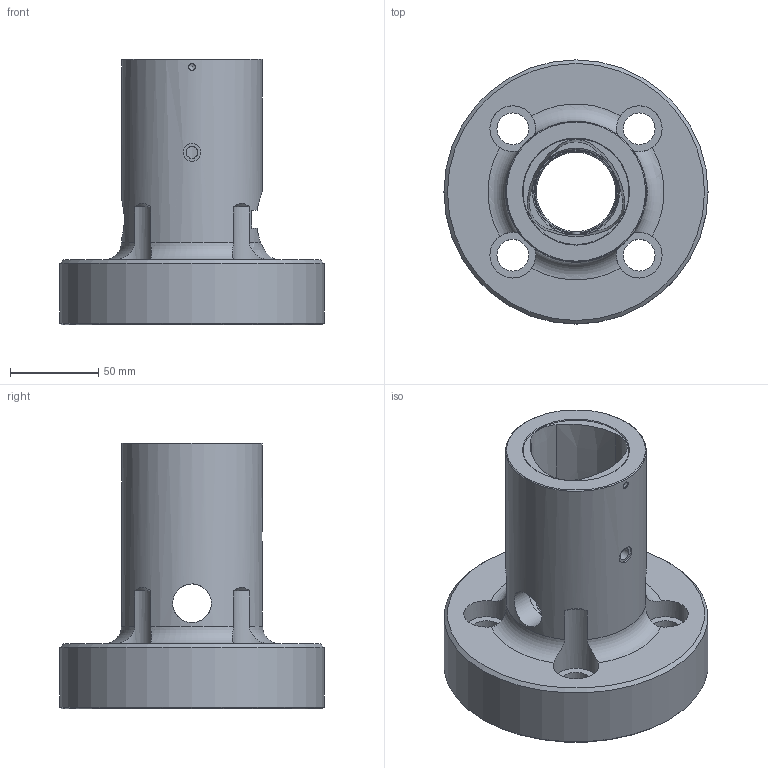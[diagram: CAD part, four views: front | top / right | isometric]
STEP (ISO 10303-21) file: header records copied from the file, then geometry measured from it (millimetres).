
FILE_DESCRIPTION(/* description */ (''),/* implementation_level */ '2;1');
FILE_NAME(/* name */ '1561613966185.stp',/* time_stamp */ '2019-06-27T07:39:30+02:00',/* author */ (''),/* organization */ ('SMS'),/* preprocessor_version */ 'ST-DEVELOPER v16.7',/* originating_system */ 'SIEMENS PLM Software NX 12.0',/* authorisation */ '');
FILE_SCHEMA (('AUTOMOTIVE_DESIGN { 1 0 10303 214 3 1 1 1 }'));
Length unit declared in the file: millimetre
Products named in the file (1): 202379711mod000_00
Bounding box: 150 x 150 x 151 mm (x, y, z)
Volume: 666322.6 mm3; surface area: 113228 mm2
Topology: 1 solids, 1 shells, 123 faces, 328 edges, 214 vertices
Faces by surface type: plane 41, cylinder 41, cone 25, torus 16
Full cylindrical faces by diameter (mm): 4 x1, 5 x1, 6.8 x1, 10 x1, 18 x4, 22.011 x1, 26 x4, 32.013 x1, 45.031 x1, 48.031 x1, 48.2 x1, 49 x1, 60 x1, 80 x1, 128.576 x1, 129.176 x1, 150 x1
Entity records: 4032 total; most frequent: CARTESIAN_POINT 1162, DIRECTION 608, ORIENTED_EDGE 528, EDGE_CURVE 264, AXIS2_PLACEMENT_3D 263, VERTEX_POINT 192, EDGE_LOOP 187, CIRCLE 127
